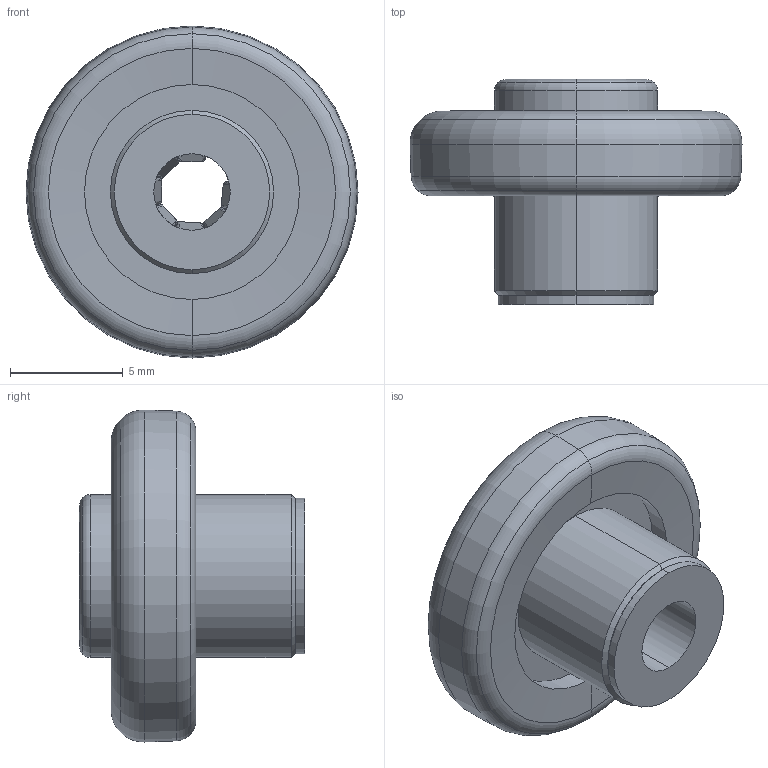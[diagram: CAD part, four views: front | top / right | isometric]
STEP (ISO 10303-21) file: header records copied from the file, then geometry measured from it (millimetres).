
FILE_DESCRIPTION((''),'2;1');
FILE_NAME('2043650018','2020-03-16T',('gga'),(''),'PRO/ENGINEER BY PARAMETRIC TECHNOLOGY CORPORATION, 2016010','PRO/ENGINEER BY PARAMETRIC TECHNOLOGY CORPORATION, 2016010','');
FILE_SCHEMA(('CONFIG_CONTROL_DESIGN'));
Length unit declared in the file: millimetre
Products named in the file (1): 2043650018
Bounding box: 14.75 x 10 x 14.75 mm (x, y, z)
Volume: 706.7 mm3; surface area: 798.7 mm2
Topology: 1 solids, 1 shells, 163 faces, 442 edges, 289 vertices
Faces by surface type: torus 48, plane 47, cylinder 36, cone 18, bspline 14
Entity records: 6233 total; most frequent: CARTESIAN_POINT 2165, ORIENTED_EDGE 884, DIRECTION 811, EDGE_CURVE 442, AXIS2_PLACEMENT_3D 353, VERTEX_POINT 289, CIRCLE 203, EDGE_LOOP 185
